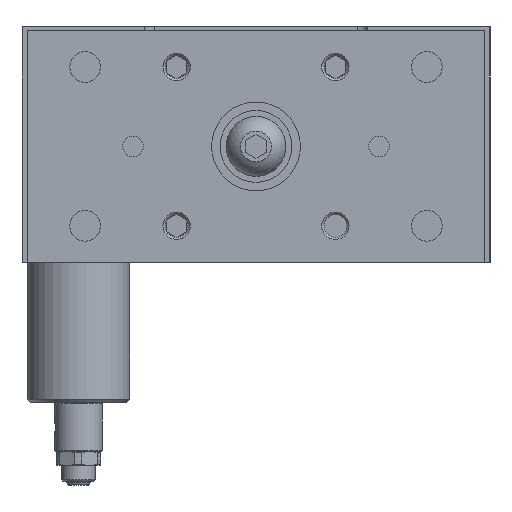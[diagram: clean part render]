
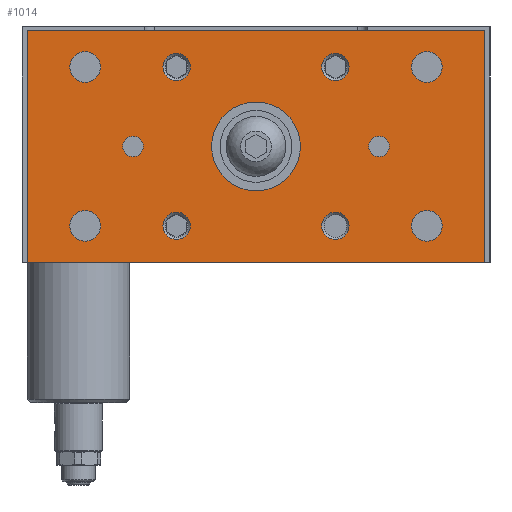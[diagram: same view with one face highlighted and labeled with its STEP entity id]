
A CAD part, left-side view. The second image highlights one B-rep face of the part: STEP entity #1014.
In plain terms, the highlighted planar face has unit normal (-1, 0, 0).
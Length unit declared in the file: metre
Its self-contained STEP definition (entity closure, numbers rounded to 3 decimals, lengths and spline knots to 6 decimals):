
#1014 = ADVANCED_FACE( '', ( #2396, #2397, #2398, #2399, #2400, #2401, #2402, #2403, #2404, #2405, #2406, #2407 ), #2408, .T. );
#2396 = FACE_OUTER_BOUND( '', #4142, .T. );
#2397 = FACE_BOUND( '', #4143, .T. );
#2398 = FACE_BOUND( '', #4144, .T. );
#2399 = FACE_BOUND( '', #4145, .T. );
#2400 = FACE_BOUND( '', #4146, .T. );
#2401 = FACE_BOUND( '', #4147, .T. );
#2402 = FACE_BOUND( '', #4148, .T. );
#2403 = FACE_BOUND( '', #4149, .T. );
#2404 = FACE_BOUND( '', #4150, .T. );
#2405 = FACE_BOUND( '', #4151, .T. );
#2406 = FACE_BOUND( '', #4152, .T. );
#2407 = FACE_BOUND( '', #4153, .T. );
#2408 = PLANE( '', #4154 );
#4142 = EDGE_LOOP( '', ( #6819, #6820, #6821, #6822 ) );
#4143 = EDGE_LOOP( '', ( #6823 ) );
#4144 = EDGE_LOOP( '', ( #6824 ) );
#4145 = EDGE_LOOP( '', ( #6825 ) );
#4146 = EDGE_LOOP( '', ( #6826 ) );
#4147 = EDGE_LOOP( '', ( #6827 ) );
#4148 = EDGE_LOOP( '', ( #6828 ) );
#4149 = EDGE_LOOP( '', ( #6829 ) );
#4150 = EDGE_LOOP( '', ( #6830 ) );
#4151 = EDGE_LOOP( '', ( #6831 ) );
#4152 = EDGE_LOOP( '', ( #6832 ) );
#4153 = EDGE_LOOP( '', ( #6833 ) );
#4154 = AXIS2_PLACEMENT_3D( '', #6834, #6835, #6836 );
#6819 = ORIENTED_EDGE( '', *, *, #9287, .T. );
#6820 = ORIENTED_EDGE( '', *, *, #9288, .T. );
#6821 = ORIENTED_EDGE( '', *, *, #9289, .T. );
#6822 = ORIENTED_EDGE( '', *, *, #9290, .T. );
#6823 = ORIENTED_EDGE( '', *, *, #9291, .T. );
#6824 = ORIENTED_EDGE( '', *, *, #9257, .F. );
#6825 = ORIENTED_EDGE( '', *, *, #8898, .F. );
#6826 = ORIENTED_EDGE( '', *, *, #8797, .T. );
#6827 = ORIENTED_EDGE( '', *, *, #9292, .T. );
#6828 = ORIENTED_EDGE( '', *, *, #9293, .F. );
#6829 = ORIENTED_EDGE( '', *, *, #8873, .T. );
#6830 = ORIENTED_EDGE( '', *, *, #9294, .F. );
#6831 = ORIENTED_EDGE( '', *, *, #9295, .F. );
#6832 = ORIENTED_EDGE( '', *, *, #8990, .T. );
#6833 = ORIENTED_EDGE( '', *, *, #9296, .T. );
#6834 = CARTESIAN_POINT( '', ( -0.027, -0.067, -0.001 ) );
#6835 = DIRECTION( '', ( -1., 0., 0. ) );
#6836 = DIRECTION( '', ( 0., 0., 1. ) );
#8797 = EDGE_CURVE( '', #10329, #10329, #10330, .T. );
#8873 = EDGE_CURVE( '', #10457, #10457, #10458, .T. );
#8898 = EDGE_CURVE( '', #10499, #10499, #10500, .T. );
#8990 = EDGE_CURVE( '', #10639, #10639, #10640, .T. );
#9257 = EDGE_CURVE( '', #11023, #11023, #11024, .T. );
#9287 = EDGE_CURVE( '', #11063, #11064, #11065, .T. );
#9288 = EDGE_CURVE( '', #11064, #11066, #11067, .T. );
#9289 = EDGE_CURVE( '', #11066, #11068, #11069, .T. );
#9290 = EDGE_CURVE( '', #11068, #11063, #11070, .T. );
#9291 = EDGE_CURVE( '', #11071, #11071, #11072, .T. );
#9292 = EDGE_CURVE( '', #11073, #11073, #11074, .T. );
#9293 = EDGE_CURVE( '', #11075, #11075, #11076, .T. );
#9294 = EDGE_CURVE( '', #11077, #11077, #11078, .T. );
#9295 = EDGE_CURVE( '', #11079, #11079, #11080, .T. );
#9296 = EDGE_CURVE( '', #11081, #11081, #11082, .T. );
#10329 = VERTEX_POINT( '', #12805 );
#10330 = CIRCLE( '', #12806, 0.0045 );
#10457 = VERTEX_POINT( '', #13094 );
#10458 = CIRCLE( '', #13095, 0.004 );
#10499 = VERTEX_POINT( '', #13150 );
#10500 = CIRCLE( '', #13151, 0.0045 );
#10639 = VERTEX_POINT( '', #13379 );
#10640 = CIRCLE( '', #13380, 0.004 );
#11023 = VERTEX_POINT( '', #13956 );
#11024 = CIRCLE( '', #13957, 0.0045 );
#11063 = VERTEX_POINT( '', #14003 );
#11064 = VERTEX_POINT( '', #14004 );
#11065 = LINE( '', #14005, #14006 );
#11066 = VERTEX_POINT( '', #14007 );
#11067 = LINE( '', #14008, #14009 );
#11068 = VERTEX_POINT( '', #14010 );
#11069 = LINE( '', #14011, #14012 );
#11070 = LINE( '', #14013, #14014 );
#11071 = VERTEX_POINT( '', #14015 );
#11072 = CIRCLE( '', #14016, 0.0045 );
#11073 = VERTEX_POINT( '', #14017 );
#11074 = CIRCLE( '', #14018, 0.003 );
#11075 = VERTEX_POINT( '', #14019 );
#11076 = CIRCLE( '', #14020, 0.003 );
#11077 = VERTEX_POINT( '', #14021 );
#11078 = CIRCLE( '', #14022, 0.004 );
#11079 = VERTEX_POINT( '', #14023 );
#11080 = CIRCLE( '', #14024, 0.004 );
#11081 = VERTEX_POINT( '', #14025 );
#11082 = CIRCLE( '', #14026, 0.013 );
#12805 = CARTESIAN_POINT( '', ( -0.027, -0.0455, -0.05825 ) );
#12806 = AXIS2_PLACEMENT_3D( '', #15266, #15267, #15268 );
#13094 = CARTESIAN_POINT( '', ( -0.027, 0.02725, -0.01175 ) );
#13095 = AXIS2_PLACEMENT_3D( '', #15362, #15363, #15364 );
#13150 = CARTESIAN_POINT( '', ( -0.027, 0.0455, -0.05825 ) );
#13151 = AXIS2_PLACEMENT_3D( '', #15391, #15392, #15393 );
#13379 = CARTESIAN_POINT( '', ( -0.027, -0.02725, -0.05825 ) );
#13380 = AXIS2_PLACEMENT_3D( '', #15527, #15528, #15529 );
#13956 = CARTESIAN_POINT( '', ( -0.027, -0.0455, -0.01175 ) );
#13957 = AXIS2_PLACEMENT_3D( '', #15846, #15847, #15848 );
#14003 = CARTESIAN_POINT( '', ( -0.027, -0.067, -0.069 ) );
#14004 = CARTESIAN_POINT( '', ( -0.027, -0.067, -0.001 ) );
#14005 = CARTESIAN_POINT( '', ( -0.027, -0.067, -0.069 ) );
#14006 = VECTOR( '', #15883, 1. );
#14007 = CARTESIAN_POINT( '', ( -0.027, 0.067, -0.001 ) );
#14008 = CARTESIAN_POINT( '', ( -0.027, -0.067, -0.001 ) );
#14009 = VECTOR( '', #15884, 1. );
#14010 = CARTESIAN_POINT( '', ( -0.027, 0.067, -0.069 ) );
#14011 = CARTESIAN_POINT( '', ( -0.027, 0.067, -0.001 ) );
#14012 = VECTOR( '', #15885, 1. );
#14013 = CARTESIAN_POINT( '', ( -0.027, 0.067, -0.069 ) );
#14014 = VECTOR( '', #15886, 1. );
#14015 = CARTESIAN_POINT( '', ( -0.027, 0.0455, -0.01175 ) );
#14016 = AXIS2_PLACEMENT_3D( '', #15887, #15888, #15889 );
#14017 = CARTESIAN_POINT( '', ( -0.027, 0.039, -0.035 ) );
#14018 = AXIS2_PLACEMENT_3D( '', #15890, #15891, #15892 );
#14019 = CARTESIAN_POINT( '', ( -0.027, -0.039, -0.035 ) );
#14020 = AXIS2_PLACEMENT_3D( '', #15893, #15894, #15895 );
#14021 = CARTESIAN_POINT( '', ( -0.027, -0.02725, -0.01175 ) );
#14022 = AXIS2_PLACEMENT_3D( '', #15896, #15897, #15898 );
#14023 = CARTESIAN_POINT( '', ( -0.027, 0.02725, -0.05825 ) );
#14024 = AXIS2_PLACEMENT_3D( '', #15899, #15900, #15901 );
#14025 = CARTESIAN_POINT( '', ( -0.027, 0.013, -0.035 ) );
#14026 = AXIS2_PLACEMENT_3D( '', #15902, #15903, #15904 );
#15266 = CARTESIAN_POINT( '', ( -0.027, -0.05, -0.05825 ) );
#15267 = DIRECTION( '', ( 1., 0., 0. ) );
#15268 = DIRECTION( '', ( 0., 1., 0. ) );
#15362 = CARTESIAN_POINT( '', ( -0.027, 0.02325, -0.01175 ) );
#15363 = DIRECTION( '', ( 1., 0., 0. ) );
#15364 = DIRECTION( '', ( 0., 1., 0. ) );
#15391 = CARTESIAN_POINT( '', ( -0.027, 0.05, -0.05825 ) );
#15392 = DIRECTION( '', ( -1., 0., 0. ) );
#15393 = DIRECTION( '', ( 0., -1., 0. ) );
#15527 = CARTESIAN_POINT( '', ( -0.027, -0.02325, -0.05825 ) );
#15528 = DIRECTION( '', ( 1., 0., 0. ) );
#15529 = DIRECTION( '', ( 0., -1., 0. ) );
#15846 = CARTESIAN_POINT( '', ( -0.027, -0.05, -0.01175 ) );
#15847 = DIRECTION( '', ( -1., 0., 0. ) );
#15848 = DIRECTION( '', ( 0., 1., 0. ) );
#15883 = DIRECTION( '', ( 0., 0., 1. ) );
#15884 = DIRECTION( '', ( 0., 1., 0. ) );
#15885 = DIRECTION( '', ( 0., 0., -1. ) );
#15886 = DIRECTION( '', ( 0., -1., 0. ) );
#15887 = CARTESIAN_POINT( '', ( -0.027, 0.05, -0.01175 ) );
#15888 = DIRECTION( '', ( 1., 0., 0. ) );
#15889 = DIRECTION( '', ( 0., -1., 0. ) );
#15890 = CARTESIAN_POINT( '', ( -0.027, 0.036, -0.035 ) );
#15891 = DIRECTION( '', ( 1., 0., 0. ) );
#15892 = DIRECTION( '', ( 0., 1., 0. ) );
#15893 = CARTESIAN_POINT( '', ( -0.027, -0.036, -0.035 ) );
#15894 = DIRECTION( '', ( -1., 0., 0. ) );
#15895 = DIRECTION( '', ( 0., -1., 0. ) );
#15896 = CARTESIAN_POINT( '', ( -0.027, -0.02325, -0.01175 ) );
#15897 = DIRECTION( '', ( -1., 0., 0. ) );
#15898 = DIRECTION( '', ( 0., -1., 0. ) );
#15899 = CARTESIAN_POINT( '', ( -0.027, 0.02325, -0.05825 ) );
#15900 = DIRECTION( '', ( -1., 0., 0. ) );
#15901 = DIRECTION( '', ( 0., 1., 0. ) );
#15902 = CARTESIAN_POINT( '', ( -0.027, 0., -0.035 ) );
#15903 = DIRECTION( '', ( 1., 0., 0. ) );
#15904 = DIRECTION( '', ( 0., 1., 0. ) );
